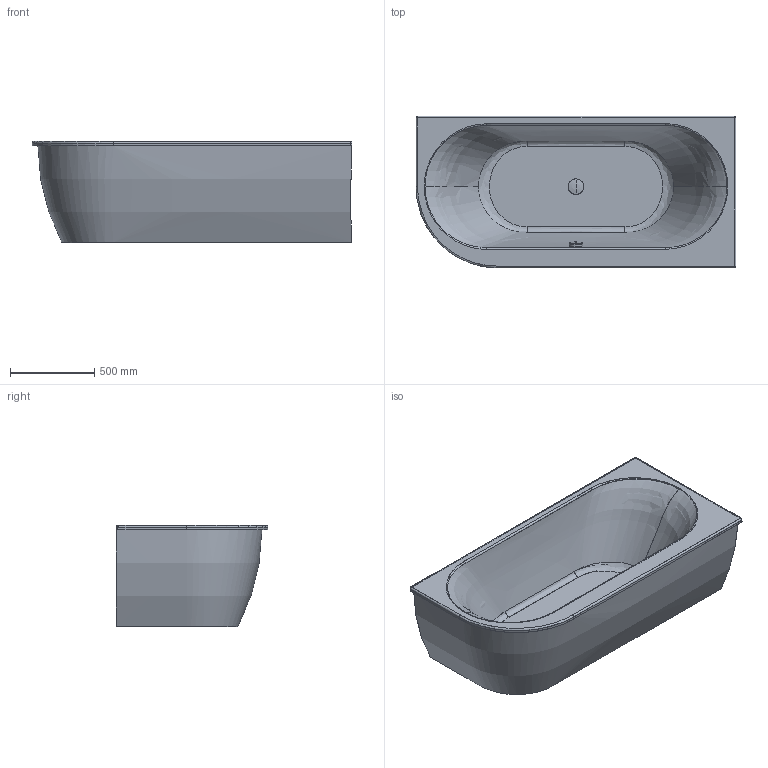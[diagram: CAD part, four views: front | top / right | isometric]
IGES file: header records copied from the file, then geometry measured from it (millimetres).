
Global section: file name: No Iges File Name specified; native system: Autodesk Inventor 2011; preprocessor: AutoDesk Inventor Iges Exporter R2011; author: Administrator; date: 20110518.205417; units: millimetre
Bounding box: 1900.13 x 900.21 x 600.17 mm (x, y, z)
Volume: 20530262 mm3; surface area: 8727634.9 mm2
Topology: 4 solids, 4 shells, 132 faces, 358 edges, 228 vertices
Faces by surface type: bspline 35, plane 32, cylinder 24, revolution 23, torus 11, cone 4, sphere 3
